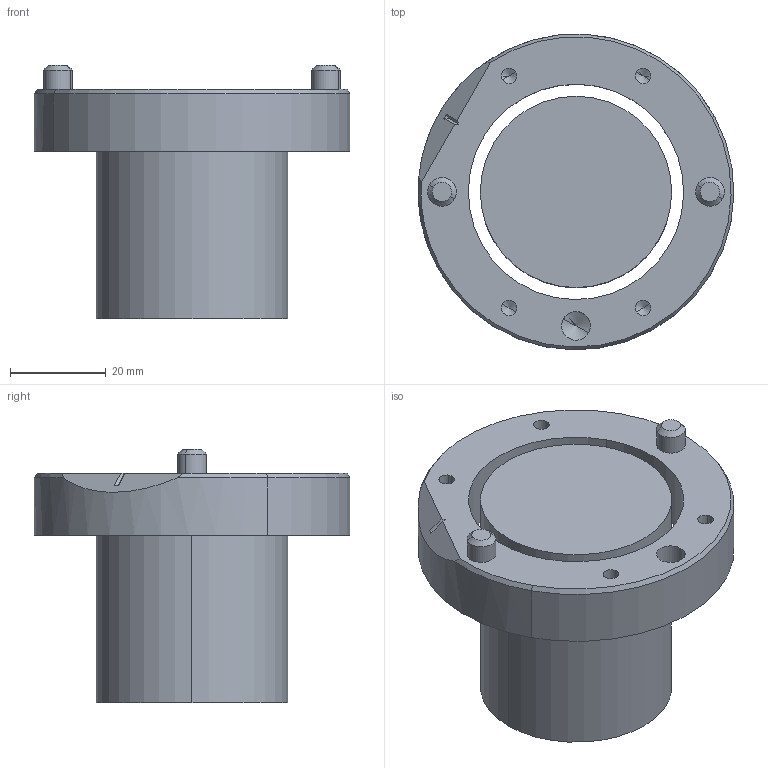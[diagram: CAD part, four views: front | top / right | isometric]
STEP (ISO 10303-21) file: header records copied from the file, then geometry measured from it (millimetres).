
FILE_DESCRIPTION (( 'STEP AP203' ), '1' );
FILE_NAME ('BA006L-AC01_J6_Varsayýlan_sldprt.STEP', '2024-01-06T16:18:23', ( '' ), ( '' ), 'SwSTEP 2.0', 'SolidWorks 2023', '' );
FILE_SCHEMA (( 'CONFIG_CONTROL_DESIGN' ));
Length unit declared in the file: millimetre
Products named in the file (1): BA006L-AC01_J6_Varsayılan_sldprt
Bounding box: 65.98 x 65.98 x 52.99 mm (x, y, z)
Volume: 83480.6 mm3; surface area: 17463.8 mm2
Topology: 2 solids, 2 shells, 47 faces, 107 edges, 61 vertices
Faces by surface type: cylinder 20, cone 17, plane 10
Entity records: 1344 total; most frequent: DIRECTION 238, CARTESIAN_POINT 226, ORIENTED_EDGE 194, EDGE_CURVE 97, AXIS2_PLACEMENT_3D 96, VERTEX_POINT 61, EDGE_LOOP 56, CIRCLE 48
